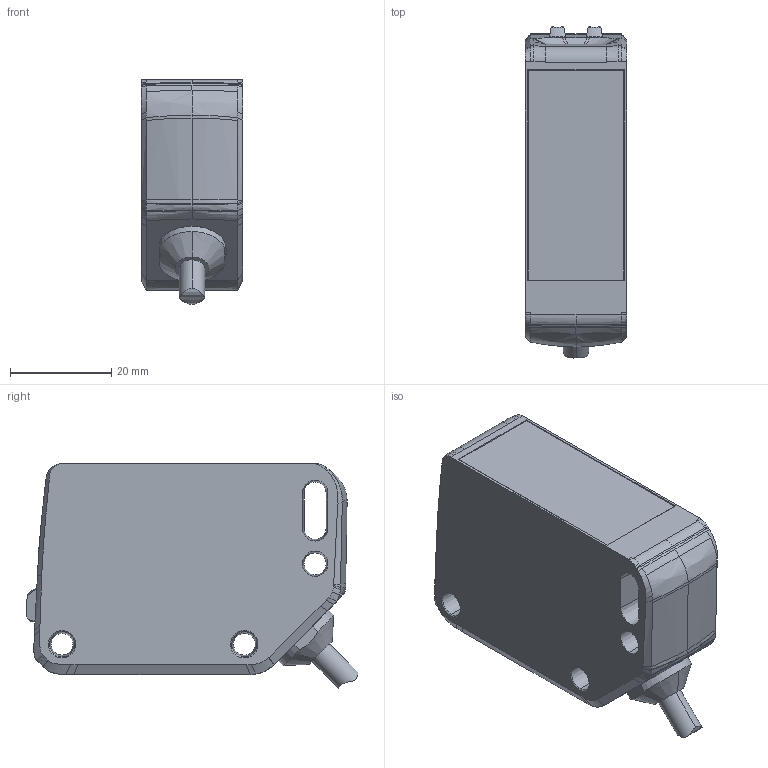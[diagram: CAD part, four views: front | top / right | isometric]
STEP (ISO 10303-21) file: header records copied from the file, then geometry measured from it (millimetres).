
FILE_DESCRIPTION((''),'2;1');
FILE_NAME('CAD-8588','2022-10-28T11:07:20',('creinig-se'),(''),'CREO PARAMETRIC BY PTC INC, 2019292','CREO PARAMETRIC BY PTC INC, 2019292','');
FILE_SCHEMA(('CONFIG_CONTROL_DESIGN','SHAPE_APPEARANCE_LAYERS_GROUPS'));
Length unit declared in the file: millimetre
Products named in the file (1): CAD-8588
Bounding box: 20 x 65.58 x 44.43 mm (x, y, z)
Volume: 45699.9 mm3; surface area: 10089.1 mm2
Topology: 1 solids, 1 shells, 235 faces, 636 edges, 413 vertices
Faces by surface type: bspline 106, plane 74, cone 30, cylinder 22, revolution 2, extrusion 1
Entity records: 12097 total; most frequent: CARTESIAN_POINT 4629, ORIENTED_EDGE 1260, DIRECTION 872, PRESENTATION_STYLE_ASSIGNMENT 643, STYLED_ITEM 639, CURVE_STYLE 638, EDGE_CURVE 630, VERTEX_POINT 401
